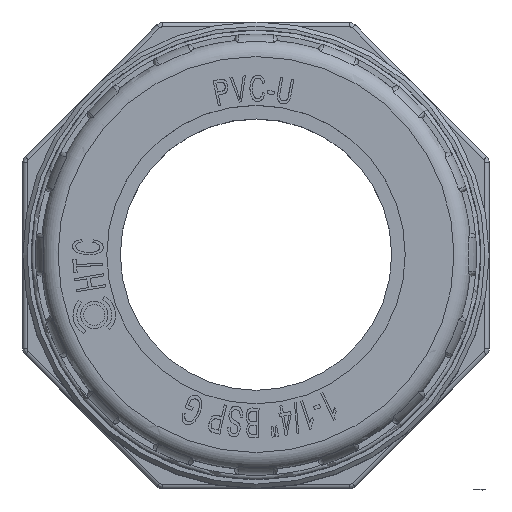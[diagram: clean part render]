
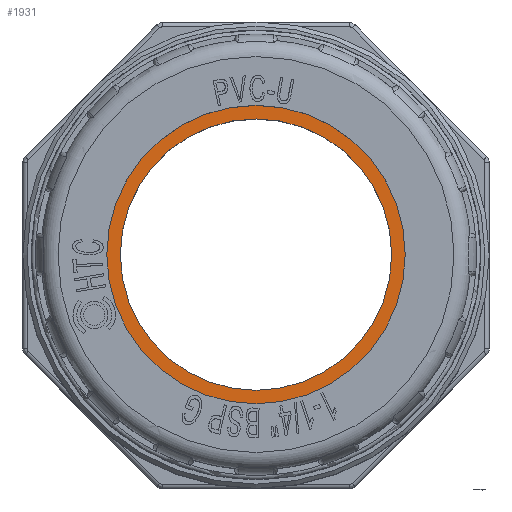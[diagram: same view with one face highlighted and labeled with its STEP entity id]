
A CAD part, top view. The second image highlights one B-rep face of the part: STEP entity #1931.
In plain terms, the highlighted planar face has unit normal (0, 0, 1).
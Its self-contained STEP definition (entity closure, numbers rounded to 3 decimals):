
#1931=ADVANCED_FACE('',(#4964,#4965),#2580,.T.);
#2580=PLANE('',#16197);
#4668=CIRCLE('',#16195,16.);
#4669=CIRCLE('',#16196,19.053);
#4964=FACE_BOUND('',#5561,.T.);
#4965=FACE_BOUND('',#5562,.T.);
#5561=EDGE_LOOP('',(#8361));
#5562=EDGE_LOOP('',(#8362));
#8361=ORIENTED_EDGE('',*,*,#13219,.F.);
#8362=ORIENTED_EDGE('',*,*,#13220,.T.);
#11335=VERTEX_POINT('',#32533);
#11336=VERTEX_POINT('',#32535);
#13219=EDGE_CURVE('',#11335,#11335,#4668,.T.);
#13220=EDGE_CURVE('',#11336,#11336,#4669,.T.);
#16195=AXIS2_PLACEMENT_3D('',#32532,#18064,#18065);
#16196=AXIS2_PLACEMENT_3D('',#32534,#18066,#18067);
#16197=AXIS2_PLACEMENT_3D('',#32536,#18068,#18069);
#18064=DIRECTION('',(0.,0.,1.));
#18065=DIRECTION('',(1.,0.,0.));
#18066=DIRECTION('',(0.,0.,1.));
#18067=DIRECTION('',(1.,0.,0.));
#18068=DIRECTION('',(0.,0.,1.));
#18069=DIRECTION('',(1.,0.,0.));
#32532=CARTESIAN_POINT('',(86.,0.,79.273));
#32533=CARTESIAN_POINT('',(102.,0.,79.273));
#32534=CARTESIAN_POINT('',(86.,0.,79.273));
#32535=CARTESIAN_POINT('',(105.053,0.,79.273));
#32536=CARTESIAN_POINT('',(86.,0.,79.273));
